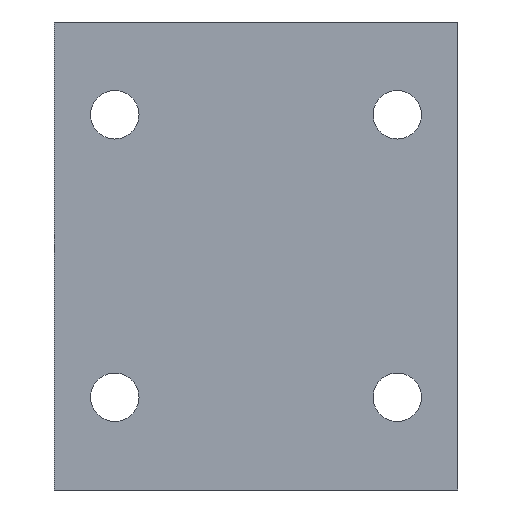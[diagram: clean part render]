
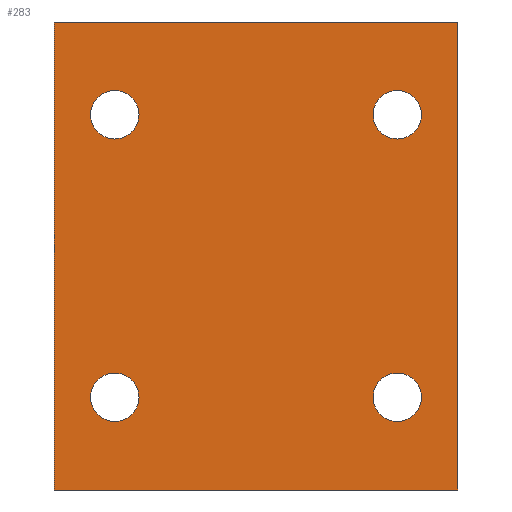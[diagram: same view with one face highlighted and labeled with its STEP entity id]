
A CAD part, front view. The second image highlights one B-rep face of the part: STEP entity #283.
In plain terms, the highlighted planar face has unit normal (0, -1, 0).
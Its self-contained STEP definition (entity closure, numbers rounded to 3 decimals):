
#9 = ORIENTED_EDGE ( 'NONE', *, *, #276, .T. ) ;
#11 = AXIS2_PLACEMENT_3D ( 'NONE', #422, #465, #336 ) ;
#12 = AXIS2_PLACEMENT_3D ( 'NONE', #113, #207, #493 ) ;
#19 = CARTESIAN_POINT ( 'NONE',  ( 17.5, 0., -14.5 ) ) ;
#20 = CIRCLE ( 'NONE', #41, 3. ) ;
#21 = CIRCLE ( 'NONE', #11, 3. ) ;
#26 = DIRECTION ( 'NONE',  ( 0., 1., 0. ) ) ;
#30 = EDGE_LOOP ( 'NONE', ( #512, #282, #261, #97 ) ) ;
#38 = FACE_BOUND ( 'NONE', #515, .T. ) ;
#41 = AXIS2_PLACEMENT_3D ( 'NONE', #353, #312, #151 ) ;
#46 = EDGE_LOOP ( 'NONE', ( #9, #104 ) ) ;
#47 = AXIS2_PLACEMENT_3D ( 'NONE', #96, #335, #380 ) ;
#48 = CARTESIAN_POINT ( 'NONE',  ( 25., 0., -29. ) ) ;
#50 = EDGE_CURVE ( 'NONE', #334, #526, #194, .T. ) ;
#55 = CARTESIAN_POINT ( 'NONE',  ( 17.5, 0., 17.5 ) ) ;
#67 = EDGE_CURVE ( 'NONE', #516, #301, #502, .T. ) ;
#85 = DIRECTION ( 'NONE',  ( 0., 1., 0. ) ) ;
#88 = EDGE_CURVE ( 'NONE', #400, #430, #230, .T. ) ;
#94 = AXIS2_PLACEMENT_3D ( 'NONE', #134, #263, #299 ) ;
#96 = CARTESIAN_POINT ( 'NONE',  ( -17.5, 0., -17.5 ) ) ;
#97 = ORIENTED_EDGE ( 'NONE', *, *, #411, .F. ) ;
#100 = EDGE_CURVE ( 'NONE', #301, #516, #511, .T. ) ;
#104 = ORIENTED_EDGE ( 'NONE', *, *, #527, .T. ) ;
#106 = CARTESIAN_POINT ( 'NONE',  ( -25., 0., 29. ) ) ;
#107 = VECTOR ( 'NONE', #271, 1000. ) ;
#110 = ORIENTED_EDGE ( 'NONE', *, *, #67, .T. ) ;
#113 = CARTESIAN_POINT ( 'NONE',  ( 17.5, 0., 17.5 ) ) ;
#115 = VECTOR ( 'NONE', #234, 1000. ) ;
#124 = DIRECTION ( 'NONE',  ( 0., 1., 0. ) ) ;
#134 = CARTESIAN_POINT ( 'NONE',  ( 0., 0., 0. ) ) ;
#138 = LINE ( 'NONE', #240, #414 ) ;
#144 = CARTESIAN_POINT ( 'NONE',  ( -17.5, 0., -17.5 ) ) ;
#147 = ORIENTED_EDGE ( 'NONE', *, *, #392, .T. ) ;
#151 = DIRECTION ( 'NONE',  ( 0., 0., 1. ) ) ;
#168 = FACE_BOUND ( 'NONE', #395, .T. ) ;
#180 = CARTESIAN_POINT ( 'NONE',  ( -25., 0., 29. ) ) ;
#181 = DIRECTION ( 'NONE',  ( 0., 0., 1. ) ) ;
#184 = EDGE_CURVE ( 'NONE', #246, #213, #281, .T. ) ;
#194 = LINE ( 'NONE', #480, #115 ) ;
#207 = DIRECTION ( 'NONE',  ( 0., 1., 0. ) ) ;
#208 = CARTESIAN_POINT ( 'NONE',  ( 17.5, 0., 14.5 ) ) ;
#211 = EDGE_LOOP ( 'NONE', ( #257, #147 ) ) ;
#213 = VERTEX_POINT ( 'NONE', #425 ) ;
#228 = DIRECTION ( 'NONE',  ( 0., 0., 1. ) ) ;
#230 = CIRCLE ( 'NONE', #266, 3. ) ;
#231 = EDGE_CURVE ( 'NONE', #532, #341, #339, .T. ) ;
#234 = DIRECTION ( 'NONE',  ( 0., 0., -1. ) ) ;
#237 = VECTOR ( 'NONE', #181, 1000. ) ;
#240 = CARTESIAN_POINT ( 'NONE',  ( 25., 0., 29. ) ) ;
#246 = VERTEX_POINT ( 'NONE', #342 ) ;
#257 = ORIENTED_EDGE ( 'NONE', *, *, #88, .T. ) ;
#261 = ORIENTED_EDGE ( 'NONE', *, *, #50, .F. ) ;
#263 = DIRECTION ( 'NONE',  ( 0., 1., 0. ) ) ;
#266 = AXIS2_PLACEMENT_3D ( 'NONE', #322, #419, #329 ) ;
#271 = DIRECTION ( 'NONE',  ( -1., 0., 0. ) ) ;
#276 = EDGE_CURVE ( 'NONE', #296, #302, #21, .T. ) ;
#277 = CIRCLE ( 'NONE', #521, 3. ) ;
#281 = CIRCLE ( 'NONE', #47, 3. ) ;
#282 = ORIENTED_EDGE ( 'NONE', *, *, #381, .F. ) ;
#283 = ADVANCED_FACE ( 'NONE', ( #473, #38, #461, #168, #345 ), #513, .F. ) ;
#289 = AXIS2_PLACEMENT_3D ( 'NONE', #55, #85, #459 ) ;
#296 = VERTEX_POINT ( 'NONE', #427 ) ;
#299 = DIRECTION ( 'NONE',  ( 0., 0., 1. ) ) ;
#301 = VERTEX_POINT ( 'NONE', #470 ) ;
#302 = VERTEX_POINT ( 'NONE', #19 ) ;
#304 = ORIENTED_EDGE ( 'NONE', *, *, #100, .T. ) ;
#312 = DIRECTION ( 'NONE',  ( 0., 1., 0. ) ) ;
#314 = LINE ( 'NONE', #476, #107 ) ;
#320 = EDGE_CURVE ( 'NONE', #213, #246, #277, .T. ) ;
#322 = CARTESIAN_POINT ( 'NONE',  ( -17.5, 0., 17.5 ) ) ;
#329 = DIRECTION ( 'NONE',  ( 0., 0., 1. ) ) ;
#334 = VERTEX_POINT ( 'NONE', #344 ) ;
#335 = DIRECTION ( 'NONE',  ( 0., 1., 0. ) ) ;
#336 = DIRECTION ( 'NONE',  ( 0., 0., 1. ) ) ;
#339 = LINE ( 'NONE', #180, #237 ) ;
#340 = ORIENTED_EDGE ( 'NONE', *, *, #184, .T. ) ;
#341 = VERTEX_POINT ( 'NONE', #106 ) ;
#342 = CARTESIAN_POINT ( 'NONE',  ( -17.5, 0., -14.5 ) ) ;
#344 = CARTESIAN_POINT ( 'NONE',  ( 25., 0., 29. ) ) ;
#345 = FACE_BOUND ( 'NONE', #211, .T. ) ;
#353 = CARTESIAN_POINT ( 'NONE',  ( -17.5, 0., 17.5 ) ) ;
#358 = ORIENTED_EDGE ( 'NONE', *, *, #320, .T. ) ;
#360 = DIRECTION ( 'NONE',  ( 0., 0., 1. ) ) ;
#361 = CARTESIAN_POINT ( 'NONE',  ( 17.5, 0., -17.5 ) ) ;
#380 = DIRECTION ( 'NONE',  ( 0., 0., 1. ) ) ;
#381 = EDGE_CURVE ( 'NONE', #526, #532, #314, .T. ) ;
#392 = EDGE_CURVE ( 'NONE', #430, #400, #20, .T. ) ;
#395 = EDGE_LOOP ( 'NONE', ( #110, #304 ) ) ;
#400 = VERTEX_POINT ( 'NONE', #433 ) ;
#406 = AXIS2_PLACEMENT_3D ( 'NONE', #361, #124, #360 ) ;
#411 = EDGE_CURVE ( 'NONE', #341, #334, #138, .T. ) ;
#414 = VECTOR ( 'NONE', #522, 1000. ) ;
#419 = DIRECTION ( 'NONE',  ( 0., 1., 0. ) ) ;
#422 = CARTESIAN_POINT ( 'NONE',  ( 17.5, 0., -17.5 ) ) ;
#425 = CARTESIAN_POINT ( 'NONE',  ( -17.5, 0., -20.5 ) ) ;
#427 = CARTESIAN_POINT ( 'NONE',  ( 17.5, 0., -20.5 ) ) ;
#430 = VERTEX_POINT ( 'NONE', #482 ) ;
#433 = CARTESIAN_POINT ( 'NONE',  ( -17.5, 0., 14.5 ) ) ;
#452 = CARTESIAN_POINT ( 'NONE',  ( -25., 0., -29. ) ) ;
#459 = DIRECTION ( 'NONE',  ( 0., 0., 1. ) ) ;
#461 = FACE_BOUND ( 'NONE', #46, .T. ) ;
#465 = DIRECTION ( 'NONE',  ( 0., 1., 0. ) ) ;
#467 = CIRCLE ( 'NONE', #406, 3. ) ;
#470 = CARTESIAN_POINT ( 'NONE',  ( 17.5, 0., 20.5 ) ) ;
#473 = FACE_OUTER_BOUND ( 'NONE', #30, .T. ) ;
#476 = CARTESIAN_POINT ( 'NONE',  ( 25., 0., -29. ) ) ;
#480 = CARTESIAN_POINT ( 'NONE',  ( 25., 0., 29. ) ) ;
#482 = CARTESIAN_POINT ( 'NONE',  ( -17.5, 0., 20.5 ) ) ;
#493 = DIRECTION ( 'NONE',  ( 0., 0., 1. ) ) ;
#502 = CIRCLE ( 'NONE', #12, 3. ) ;
#511 = CIRCLE ( 'NONE', #289, 3. ) ;
#512 = ORIENTED_EDGE ( 'NONE', *, *, #231, .F. ) ;
#513 = PLANE ( 'NONE',  #94 ) ;
#515 = EDGE_LOOP ( 'NONE', ( #358, #340 ) ) ;
#516 = VERTEX_POINT ( 'NONE', #208 ) ;
#521 = AXIS2_PLACEMENT_3D ( 'NONE', #144, #26, #228 ) ;
#522 = DIRECTION ( 'NONE',  ( 1., 0., 0. ) ) ;
#526 = VERTEX_POINT ( 'NONE', #48 ) ;
#527 = EDGE_CURVE ( 'NONE', #302, #296, #467, .T. ) ;
#532 = VERTEX_POINT ( 'NONE', #452 ) ;
